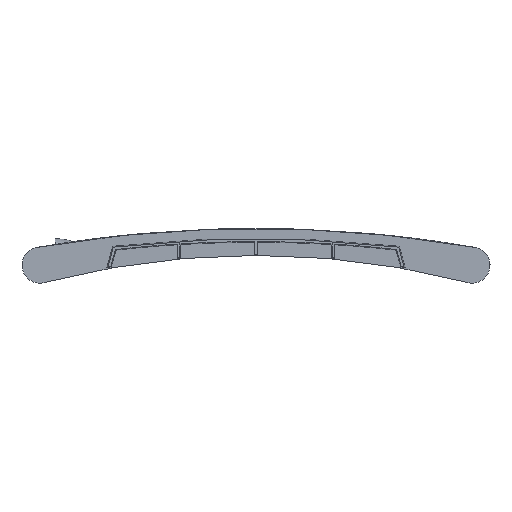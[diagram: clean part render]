
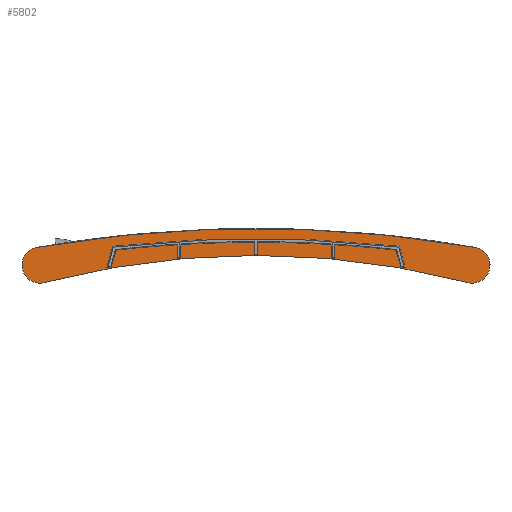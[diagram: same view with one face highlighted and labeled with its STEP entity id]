
A CAD part, left-side view. The second image highlights one B-rep face of the part: STEP entity #5802.
In plain terms, the highlighted planar face has unit normal (-1, 0, 0).
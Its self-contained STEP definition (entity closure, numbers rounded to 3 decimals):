
#4710=FACE_BOUND('',#7145,.T.);
#4711=FACE_BOUND('',#7146,.T.);
#5039=PLANE('',#17109);
#5320=CIRCLE('',#17089,10.);
#5322=CIRCLE('',#17093,468.3);
#5323=CIRCLE('',#17095,10.);
#5324=CIRCLE('',#17096,707.7);
#5325=CIRCLE('',#17097,699.974);
#5326=CIRCLE('',#17098,468.8);
#5327=CIRCLE('',#17099,468.8);
#5328=CIRCLE('',#17100,699.974);
#5329=CIRCLE('',#17101,468.8);
#5330=CIRCLE('',#17102,468.8);
#5331=CIRCLE('',#17103,699.974);
#5332=CIRCLE('',#17104,468.8);
#5333=CIRCLE('',#17105,702.3);
#5334=CIRCLE('',#17106,468.8);
#5335=CIRCLE('',#17107,699.974);
#5336=CIRCLE('',#17108,468.8);
#5802=ADVANCED_FACE('',(#4710,#4711),#5039,.T.);
#7145=EDGE_LOOP('',(#11997,#11998,#11999,#12000));
#7146=EDGE_LOOP('',(#12001,#12002,#12003,#12004,#12005,#12006,#12007,#12008,
#12009,#12010,#12011,#12012,#12013,#12014,#12015,#12016,#12017,#12018,#12019,
#12020,#12021,#12022));
#8328=LINE('',#26685,#9383);
#8329=LINE('',#26690,#9384);
#8330=LINE('',#26696,#9385);
#8331=LINE('',#26700,#9386);
#8332=LINE('',#26706,#9387);
#8333=LINE('',#26710,#9388);
#8334=LINE('',#26714,#9389);
#8335=LINE('',#26718,#9390);
#8336=LINE('',#26722,#9391);
#8337=LINE('',#26726,#9392);
#9383=VECTOR('',#19536,1.);
#9384=VECTOR('',#19539,1.);
#9385=VECTOR('',#19544,1.);
#9386=VECTOR('',#19547,1.);
#9387=VECTOR('',#19552,1.);
#9388=VECTOR('',#19555,1.);
#9389=VECTOR('',#19558,1.);
#9390=VECTOR('',#19561,1.);
#9391=VECTOR('',#19564,1.);
#9392=VECTOR('',#19567,1.);
#11997=ORIENTED_EDGE('',*,*,#15736,.T.);
#11998=ORIENTED_EDGE('',*,*,#15737,.T.);
#11999=ORIENTED_EDGE('',*,*,#15729,.T.);
#12000=ORIENTED_EDGE('',*,*,#15735,.T.);
#12001=ORIENTED_EDGE('',*,*,#15738,.F.);
#12002=ORIENTED_EDGE('',*,*,#15739,.T.);
#12003=ORIENTED_EDGE('',*,*,#15740,.F.);
#12004=ORIENTED_EDGE('',*,*,#15741,.F.);
#12005=ORIENTED_EDGE('',*,*,#15742,.F.);
#12006=ORIENTED_EDGE('',*,*,#15743,.F.);
#12007=ORIENTED_EDGE('',*,*,#15744,.T.);
#12008=ORIENTED_EDGE('',*,*,#15745,.F.);
#12009=ORIENTED_EDGE('',*,*,#15746,.T.);
#12010=ORIENTED_EDGE('',*,*,#15747,.T.);
#12011=ORIENTED_EDGE('',*,*,#15748,.F.);
#12012=ORIENTED_EDGE('',*,*,#15749,.T.);
#12013=ORIENTED_EDGE('',*,*,#15750,.T.);
#12014=ORIENTED_EDGE('',*,*,#15751,.T.);
#12015=ORIENTED_EDGE('',*,*,#15752,.T.);
#12016=ORIENTED_EDGE('',*,*,#15753,.T.);
#12017=ORIENTED_EDGE('',*,*,#15754,.T.);
#12018=ORIENTED_EDGE('',*,*,#15755,.T.);
#12019=ORIENTED_EDGE('',*,*,#15756,.T.);
#12020=ORIENTED_EDGE('',*,*,#15757,.T.);
#12021=ORIENTED_EDGE('',*,*,#15758,.F.);
#12022=ORIENTED_EDGE('',*,*,#15759,.T.);
#14104=VERTEX_POINT('',#26667);
#14105=VERTEX_POINT('',#26669);
#14108=VERTEX_POINT('',#26679);
#14109=VERTEX_POINT('',#26683);
#14110=VERTEX_POINT('',#26686);
#14111=VERTEX_POINT('',#26687);
#14112=VERTEX_POINT('',#26689);
#14113=VERTEX_POINT('',#26691);
#14114=VERTEX_POINT('',#26693);
#14115=VERTEX_POINT('',#26695);
#14116=VERTEX_POINT('',#26697);
#14117=VERTEX_POINT('',#26699);
#14118=VERTEX_POINT('',#26701);
#14119=VERTEX_POINT('',#26703);
#14120=VERTEX_POINT('',#26705);
#14121=VERTEX_POINT('',#26707);
#14122=VERTEX_POINT('',#26709);
#14123=VERTEX_POINT('',#26711);
#14124=VERTEX_POINT('',#26713);
#14125=VERTEX_POINT('',#26715);
#14126=VERTEX_POINT('',#26717);
#14127=VERTEX_POINT('',#26719);
#14128=VERTEX_POINT('',#26721);
#14129=VERTEX_POINT('',#26723);
#14130=VERTEX_POINT('',#26725);
#14131=VERTEX_POINT('',#26727);
#15729=EDGE_CURVE('',#14105,#14104,#5320,.T.);
#15735=EDGE_CURVE('',#14104,#14108,#5322,.T.);
#15736=EDGE_CURVE('',#14108,#14109,#5323,.T.);
#15737=EDGE_CURVE('',#14109,#14105,#5324,.T.);
#15738=EDGE_CURVE('',#14110,#14111,#8328,.T.);
#15739=EDGE_CURVE('',#14110,#14112,#5325,.T.);
#15740=EDGE_CURVE('',#14113,#14112,#8329,.T.);
#15741=EDGE_CURVE('',#14114,#14113,#5326,.T.);
#15742=EDGE_CURVE('',#14115,#14114,#5327,.T.);
#15743=EDGE_CURVE('',#14116,#14115,#8330,.T.);
#15744=EDGE_CURVE('',#14116,#14117,#5328,.T.);
#15745=EDGE_CURVE('',#14118,#14117,#8331,.T.);
#15746=EDGE_CURVE('',#14118,#14119,#5329,.T.);
#15747=EDGE_CURVE('',#14119,#14120,#5330,.T.);
#15748=EDGE_CURVE('',#14121,#14120,#8332,.T.);
#15749=EDGE_CURVE('',#14121,#14122,#5331,.T.);
#15750=EDGE_CURVE('',#14122,#14123,#8333,.T.);
#15751=EDGE_CURVE('',#14123,#14124,#5332,.T.);
#15752=EDGE_CURVE('',#14124,#14125,#8334,.T.);
#15753=EDGE_CURVE('',#14125,#14126,#5333,.T.);
#15754=EDGE_CURVE('',#14126,#14127,#8335,.T.);
#15755=EDGE_CURVE('',#14127,#14128,#5334,.T.);
#15756=EDGE_CURVE('',#14128,#14129,#8336,.T.);
#15757=EDGE_CURVE('',#14129,#14130,#5335,.T.);
#15758=EDGE_CURVE('',#14131,#14130,#8337,.T.);
#15759=EDGE_CURVE('',#14131,#14111,#5336,.T.);
#17089=AXIS2_PLACEMENT_3D('',#26668,#19516,#19517);
#17093=AXIS2_PLACEMENT_3D('',#26680,#19528,#19529);
#17095=AXIS2_PLACEMENT_3D('',#26682,#19532,#19533);
#17096=AXIS2_PLACEMENT_3D('',#26684,#19534,#19535);
#17097=AXIS2_PLACEMENT_3D('',#26688,#19537,#19538);
#17098=AXIS2_PLACEMENT_3D('',#26692,#19540,#19541);
#17099=AXIS2_PLACEMENT_3D('',#26694,#19542,#19543);
#17100=AXIS2_PLACEMENT_3D('',#26698,#19545,#19546);
#17101=AXIS2_PLACEMENT_3D('',#26702,#19548,#19549);
#17102=AXIS2_PLACEMENT_3D('',#26704,#19550,#19551);
#17103=AXIS2_PLACEMENT_3D('',#26708,#19553,#19554);
#17104=AXIS2_PLACEMENT_3D('',#26712,#19556,#19557);
#17105=AXIS2_PLACEMENT_3D('',#26716,#19559,#19560);
#17106=AXIS2_PLACEMENT_3D('',#26720,#19562,#19563);
#17107=AXIS2_PLACEMENT_3D('',#26724,#19565,#19566);
#17108=AXIS2_PLACEMENT_3D('',#26728,#19568,#19569);
#17109=AXIS2_PLACEMENT_3D('',#26729,#19570,#19571);
#19516=DIRECTION('',(-1.,0.,0.));
#19517=DIRECTION('',(0.,0.,1.));
#19528=DIRECTION('',(1.,0.,0.));
#19529=DIRECTION('',(0.,0.,1.));
#19532=DIRECTION('',(-1.,0.,0.));
#19533=DIRECTION('',(0.,0.,1.));
#19534=DIRECTION('',(-1.,0.,0.));
#19535=DIRECTION('',(0.,0.,1.));
#19536=DIRECTION('',(0.,0.,-1.));
#19537=DIRECTION('',(-1.,0.,0.));
#19538=DIRECTION('',(0.,0.,1.));
#19539=DIRECTION('',(0.,0.,1.));
#19540=DIRECTION('',(1.,0.,0.));
#19541=DIRECTION('',(0.,0.,1.));
#19542=DIRECTION('',(1.,0.,0.));
#19543=DIRECTION('',(0.,0.,1.));
#19544=DIRECTION('',(0.,0.,-1.));
#19545=DIRECTION('',(-1.,0.,0.));
#19546=DIRECTION('',(0.,0.,1.));
#19547=DIRECTION('',(0.,0.,1.));
#19548=DIRECTION('',(-1.,0.,0.));
#19549=DIRECTION('',(0.,0.,1.));
#19550=DIRECTION('',(-1.,0.,0.));
#19551=DIRECTION('',(0.,0.,1.));
#19552=DIRECTION('',(0.,0.,-1.));
#19553=DIRECTION('',(-1.,0.,0.));
#19554=DIRECTION('',(0.,0.,1.));
#19555=DIRECTION('',(0.,0.259,-0.966));
#19556=DIRECTION('',(-1.,0.,0.));
#19557=DIRECTION('',(0.,0.,1.));
#19558=DIRECTION('',(0.,-0.259,0.966));
#19559=DIRECTION('',(1.,0.,0.));
#19560=DIRECTION('',(0.,0.,1.));
#19561=DIRECTION('',(0.,-0.259,-0.966));
#19562=DIRECTION('',(-1.,0.,0.));
#19563=DIRECTION('',(0.,0.,1.));
#19564=DIRECTION('',(0.,0.259,0.966));
#19565=DIRECTION('',(-1.,0.,0.));
#19566=DIRECTION('',(0.,0.,1.));
#19567=DIRECTION('',(0.,0.,1.));
#19568=DIRECTION('',(-1.,0.,0.));
#19569=DIRECTION('',(0.,0.,1.));
#19570=DIRECTION('',(-1.,0.,0.));
#19571=DIRECTION('',(0.,0.,-1.));
#26667=CARTESIAN_POINT('',(6.75,248.58,0.323));
#26668=CARTESIAN_POINT('',(6.75,251.1,10.));
#26669=CARTESIAN_POINT('',(6.75,252.828,19.85));
#26679=CARTESIAN_POINT('',(6.75,12.52,0.323));
#26680=CARTESIAN_POINT('',(6.75,130.55,-452.859));
#26682=CARTESIAN_POINT('',(6.75,10.,10.));
#26683=CARTESIAN_POINT('',(6.75,8.272,19.85));
#26684=CARTESIAN_POINT('',(6.75,130.55,-677.207));
#26685=CARTESIAN_POINT('',(6.75,88.386,10.));
#26686=CARTESIAN_POINT('',(6.75,88.386,21.497));
#26687=CARTESIAN_POINT('',(6.75,88.386,14.041));
#26688=CARTESIAN_POINT('',(6.75,130.55,-677.207));
#26689=CARTESIAN_POINT('',(6.75,129.714,22.767));
#26690=CARTESIAN_POINT('',(6.75,129.714,10.));
#26691=CARTESIAN_POINT('',(6.75,129.714,15.94));
#26692=CARTESIAN_POINT('',(6.75,130.55,-452.859));
#26693=CARTESIAN_POINT('',(6.75,130.264,15.941));
#26694=CARTESIAN_POINT('',(6.75,130.55,-452.859));
#26695=CARTESIAN_POINT('',(6.75,131.386,15.94));
#26696=CARTESIAN_POINT('',(6.75,131.386,10.));
#26697=CARTESIAN_POINT('',(6.75,131.386,22.767));
#26698=CARTESIAN_POINT('',(6.75,130.55,-677.207));
#26699=CARTESIAN_POINT('',(6.75,172.714,21.497));
#26700=CARTESIAN_POINT('',(6.75,172.714,10.));
#26701=CARTESIAN_POINT('',(6.75,172.714,14.041));
#26702=CARTESIAN_POINT('',(6.75,130.55,-452.859));
#26703=CARTESIAN_POINT('',(6.75,173.243,13.993));
#26704=CARTESIAN_POINT('',(6.75,130.55,-452.859));
#26705=CARTESIAN_POINT('',(6.75,174.386,13.887));
#26706=CARTESIAN_POINT('',(6.75,174.386,10.));
#26707=CARTESIAN_POINT('',(6.75,174.386,21.394));
#26708=CARTESIAN_POINT('',(6.75,130.55,-677.207));
#26709=CARTESIAN_POINT('',(6.75,208.714,18.39));
#26710=CARTESIAN_POINT('',(6.75,213.65,-0.035));
#26711=CARTESIAN_POINT('',(6.75,211.245,8.944));
#26712=CARTESIAN_POINT('',(6.75,130.55,-452.859));
#26713=CARTESIAN_POINT('',(6.75,213.773,8.495));
#26714=CARTESIAN_POINT('',(6.75,215.897,0.567));
#26715=CARTESIAN_POINT('',(6.75,210.55,20.522));
#26716=CARTESIAN_POINT('',(6.75,130.55,-677.207));
#26717=CARTESIAN_POINT('',(6.75,50.55,20.522));
#26718=CARTESIAN_POINT('',(6.75,48.78,13.916));
#26719=CARTESIAN_POINT('',(6.75,47.327,8.495));
#26720=CARTESIAN_POINT('',(6.75,130.55,-452.859));
#26721=CARTESIAN_POINT('',(6.75,49.855,8.944));
#26722=CARTESIAN_POINT('',(6.75,51.026,13.314));
#26723=CARTESIAN_POINT('',(6.75,52.386,18.39));
#26724=CARTESIAN_POINT('',(6.75,130.55,-677.207));
#26725=CARTESIAN_POINT('',(6.75,86.714,21.394));
#26726=CARTESIAN_POINT('',(6.75,86.714,10.));
#26727=CARTESIAN_POINT('',(6.75,86.714,13.887));
#26728=CARTESIAN_POINT('',(6.75,130.55,-452.859));
#26729=CARTESIAN_POINT('',(6.75,251.1,10.));
